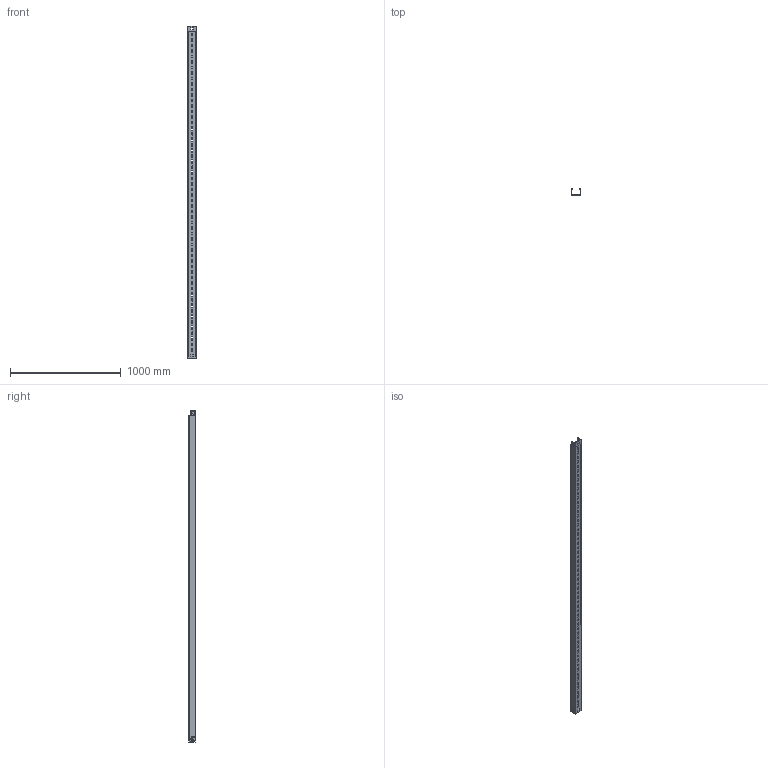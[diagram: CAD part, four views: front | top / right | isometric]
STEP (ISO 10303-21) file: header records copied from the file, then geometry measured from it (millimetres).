
FILE_DESCRIPTION((''),'2;1');
FILE_NAME('164522','2019-01-03T11:58:18',('tomasz.grudniewski'),(''),'CREO PARAMETRIC BY PTC INC, 2018400','CREO PARAMETRIC BY PTC INC, 2018400','');
FILE_SCHEMA(('CONFIG_CONTROL_DESIGN'));
Length unit declared in the file: millimetre
Products named in the file (1): 164522
Bounding box: 83.5 x 62 x 3000 mm (x, y, z)
Volume: 440379.7 mm3; surface area: 1266342 mm2
Topology: 1 solids, 1 shells, 721 faces, 1855 edges, 1134 vertices
Faces by surface type: plane 494, cylinder 183, bspline 40, cone 4
Entity records: 23457 total; most frequent: CARTESIAN_POINT 5658, ORIENTED_EDGE 3710, DIRECTION 3531, EDGE_CURVE 1855, VECTOR 1413, LINE 1413, VERTEX_POINT 1134, AXIS2_PLACEMENT_3D 1059
